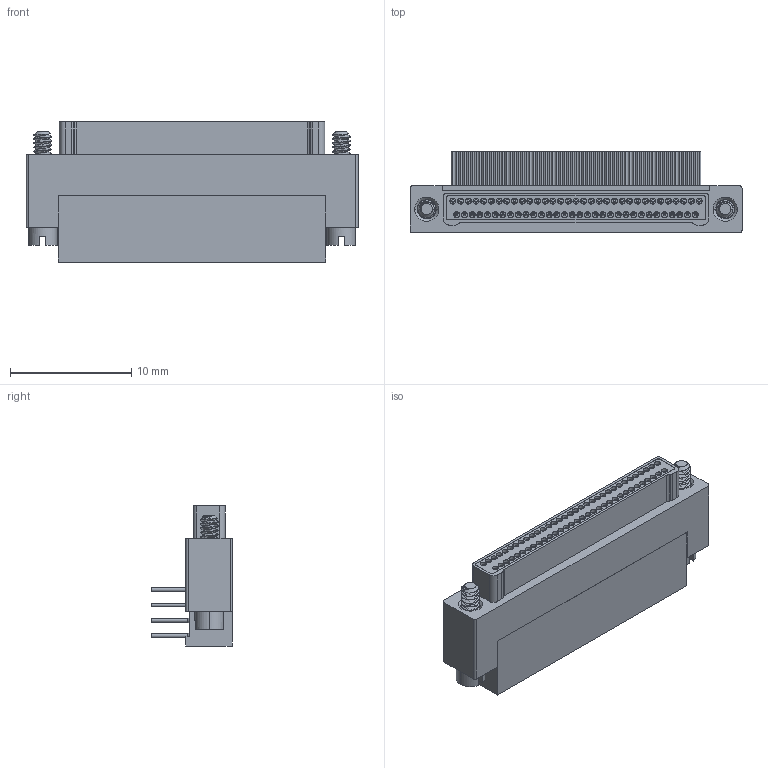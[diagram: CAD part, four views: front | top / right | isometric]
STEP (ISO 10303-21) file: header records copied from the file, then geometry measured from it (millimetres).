
FILE_DESCRIPTION((''),'2;1');
FILE_NAME('J63A-2E2-065-321-JC_ASM','2024-12-12T',('gongcheng6'),(''),'PRO/ENGINEER BY PARAMETRIC TECHNOLOGY CORPORATION, 2010280','PRO/ENGINEER BY PARAMETRIC TECHNOLOGY CORPORATION, 2010280','');
FILE_SCHEMA(('CONFIG_CONTROL_DESIGN'));
Length unit declared in the file: millimetre
Products named in the file (9): PRT0036; PRT0037; PRT0038; PRT0039; PRODUCT_8015; PRT0040; ASM0018_ASM; _J63A-2E2-065-321-JC; J63A-2E2-065-321-JC_ASM
Assembly tree (70 placements, depth 3):
  J63A-2E2-065-321-JC_ASM
    ASM0018_ASM
      PRT0036  x17
      PRT0037  x16
      PRT0038  x16
      PRT0039  x16
      PRODUCT_8015  x2
      PRT0040
    _J63A-2E2-065-321-JC
Bounding box: 27.41 x 6.71 x 11.57 mm (x, y, z)
Volume: 939 mm3; surface area: 2342.7 mm2
Topology: 3 solids, 133 shells, 1929 faces, 4508 edges, 2591 vertices
Faces by surface type: cylinder 1012, cone 400, plane 253, torus 130, sphere 130, bspline 4
Entity records: 18830 total; most frequent: CARTESIAN_POINT 8488, DIRECTION 2422, ORIENTED_EDGE 1826, AXIS2_PLACEMENT_3D 1017, EDGE_CURVE 929, VERTEX_POINT 602, EDGE_LOOP 489, CIRCLE 460
